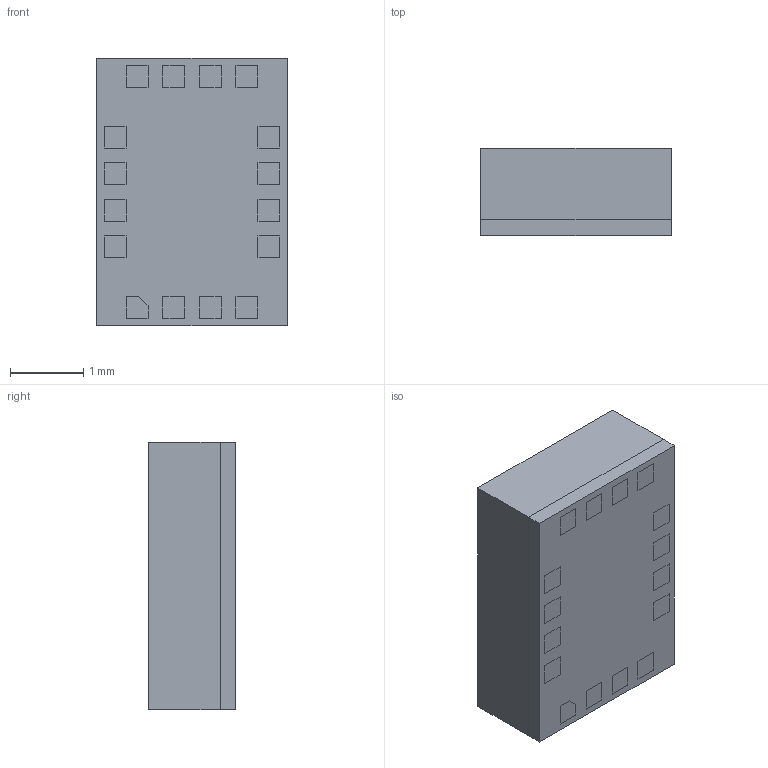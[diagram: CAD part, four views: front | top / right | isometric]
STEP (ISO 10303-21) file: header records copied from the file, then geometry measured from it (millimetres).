
FILE_DESCRIPTION (( 'STEP AP214' ), '1' );
FILE_NAME ('AS7331-AQFT.STEP', '2023-07-25T08:21:46', ( '' ), ( '' ), 'SwSTEP 2.0', 'SolidWorks 2017', '' );
FILE_SCHEMA (( 'AUTOMOTIVE_DESIGN' ));
Length unit declared in the file: millimetre
Products named in the file (1): AS7331-AQFT
Bounding box: 2.6 x 1.19 x 3.65 mm (x, y, z)
Volume: 10.7 mm3; surface area: 65.5 mm2
Topology: 23 solids, 23 shells, 254 faces, 562 edges, 372 vertices
Faces by surface type: plane 234, cylinder 16, torus 4
Entity records: 7122 total; most frequent: CARTESIAN_POINT 1189, ORIENTED_EDGE 1124, DIRECTION 1108, EDGE_CURVE 562, VECTOR 526, LINE 526, VERTEX_POINT 372, AXIS2_PLACEMENT_3D 291
